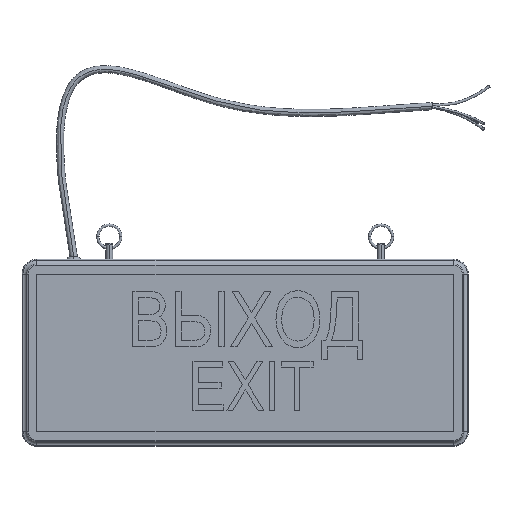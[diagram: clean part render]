
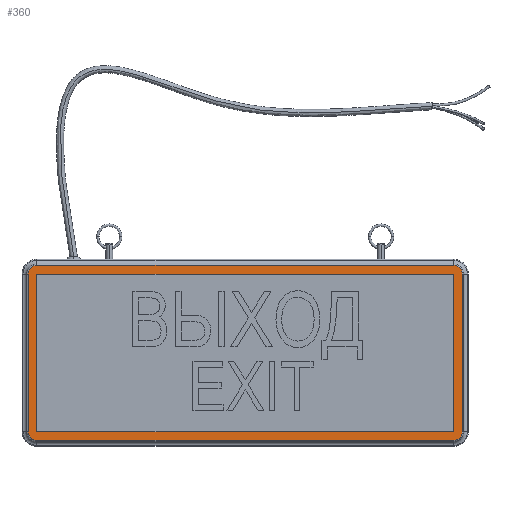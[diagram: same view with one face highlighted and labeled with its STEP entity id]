
A CAD part, top view. The second image highlights one B-rep face of the part: STEP entity #360.
In plain terms, the highlighted planar face has unit normal (0, 0, 1).
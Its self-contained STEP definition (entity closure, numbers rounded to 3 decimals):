
#221 = DIRECTION ( 'NONE',  ( 1., 0., 0. ) ) ;
#354 = DIRECTION ( 'NONE',  ( 0., -1., 0. ) ) ;
#360 = ADVANCED_FACE ( 'NONE', ( #2773, #2037 ), #5613, .F. ) ;
#369 = VECTOR ( 'NONE', #354, 1000. ) ;
#442 = ORIENTED_EDGE ( 'NONE', *, *, #9880, .T. ) ;
#740 = DIRECTION ( 'NONE',  ( 0., 0., 1. ) ) ;
#815 = VECTOR ( 'NONE', #6043, 1000. ) ;
#933 = ORIENTED_EDGE ( 'NONE', *, *, #5000, .T. ) ;
#1123 = CARTESIAN_POINT ( 'NONE',  ( 358.101, 12., 11.5 ) ) ;
#1194 = LINE ( 'NONE', #8784, #3536 ) ;
#1260 = CARTESIAN_POINT ( 'NONE',  ( 12., 140., 11.5 ) ) ;
#1356 = EDGE_LOOP ( 'NONE', ( #7520, #2588, #442, #933, #4497, #4773, #4874, #5140 ) ) ;
#1436 = CARTESIAN_POINT ( 'NONE',  ( 358.101, 0., 11.5 ) ) ;
#1493 = CARTESIAN_POINT ( 'NONE',  ( 351., 12., 11.5 ) ) ;
#1726 = VERTEX_POINT ( 'NONE', #3177 ) ;
#1757 = CARTESIAN_POINT ( 'NONE',  ( 351., 4.899, 11.5 ) ) ;
#1816 = VERTEX_POINT ( 'NONE', #1757 ) ;
#2030 = VERTEX_POINT ( 'NONE', #5082 ) ;
#2037 = FACE_BOUND ( 'NONE', #9769, .T. ) ;
#2062 = DIRECTION ( 'NONE',  ( -1., 0., 0. ) ) ;
#2395 = CARTESIAN_POINT ( 'NONE',  ( 12., 140., 11.5 ) ) ;
#2437 = LINE ( 'NONE', #2395, #8386 ) ;
#2462 = VERTEX_POINT ( 'NONE', #3436 ) ;
#2498 = VERTEX_POINT ( 'NONE', #1123 ) ;
#2576 = EDGE_CURVE ( 'NONE', #3294, #5905, #4269, .T. ) ;
#2588 = ORIENTED_EDGE ( 'NONE', *, *, #2576, .T. ) ;
#2599 = EDGE_CURVE ( 'NONE', #2030, #8326, #6093, .T. ) ;
#2627 = VECTOR ( 'NONE', #3612, 1000. ) ;
#2668 = VECTOR ( 'NONE', #3798, 1000. ) ;
#2768 = EDGE_CURVE ( 'NONE', #1726, #5371, #1194, .T. ) ;
#2773 = FACE_OUTER_BOUND ( 'NONE', #1356, .T. ) ;
#2794 = CARTESIAN_POINT ( 'NONE',  ( 351., 12., 11.5 ) ) ;
#2840 = LINE ( 'NONE', #2882, #8796 ) ;
#2877 = DIRECTION ( 'NONE',  ( 0., 0., 1. ) ) ;
#2882 = CARTESIAN_POINT ( 'NONE',  ( 12., 147.101, 11.5 ) ) ;
#3167 = EDGE_CURVE ( 'NONE', #6638, #2462, #2437, .T. ) ;
#3177 = CARTESIAN_POINT ( 'NONE',  ( 12., 12., 11.5 ) ) ;
#3294 = VERTEX_POINT ( 'NONE', #9509 ) ;
#3347 = EDGE_CURVE ( 'NONE', #1816, #2498, #7693, .T. ) ;
#3436 = CARTESIAN_POINT ( 'NONE',  ( 351., 140., 11.5 ) ) ;
#3536 = VECTOR ( 'NONE', #221, 1000. ) ;
#3575 = DIRECTION ( 'NONE',  ( -1., 0., 0. ) ) ;
#3612 = DIRECTION ( 'NONE',  ( 0., -1., 0. ) ) ;
#3698 = EDGE_CURVE ( 'NONE', #8740, #1816, #8854, .T. ) ;
#3709 = EDGE_CURVE ( 'NONE', #2498, #2030, #7302, .T. ) ;
#3798 = DIRECTION ( 'NONE',  ( 0., 1., 0. ) ) ;
#3951 = AXIS2_PLACEMENT_3D ( 'NONE', #5544, #5160, #5025 ) ;
#4269 = CIRCLE ( 'NONE', #5403, 7.101 ) ;
#4497 = ORIENTED_EDGE ( 'NONE', *, *, #3698, .T. ) ;
#4773 = ORIENTED_EDGE ( 'NONE', *, *, #3347, .T. ) ;
#4856 = AXIS2_PLACEMENT_3D ( 'NONE', #5431, #740, #6207 ) ;
#4874 = ORIENTED_EDGE ( 'NONE', *, *, #3709, .T. ) ;
#4966 = DIRECTION ( 'NONE',  ( 0., -1., 0. ) ) ;
#5000 = EDGE_CURVE ( 'NONE', #5594, #8740, #6932, .T. ) ;
#5025 = DIRECTION ( 'NONE',  ( -1., 0., 0. ) ) ;
#5082 = CARTESIAN_POINT ( 'NONE',  ( 358.101, 140., 11.5 ) ) ;
#5140 = ORIENTED_EDGE ( 'NONE', *, *, #2599, .T. ) ;
#5160 = DIRECTION ( 'NONE',  ( 0., 0., -1. ) ) ;
#5173 = LINE ( 'NONE', #8871, #9045 ) ;
#5371 = VERTEX_POINT ( 'NONE', #1493 ) ;
#5403 = AXIS2_PLACEMENT_3D ( 'NONE', #1260, #6731, #2062 ) ;
#5431 = CARTESIAN_POINT ( 'NONE',  ( 12., 12., 11.5 ) ) ;
#5544 = CARTESIAN_POINT ( 'NONE',  ( 0., 0., 11.5 ) ) ;
#5594 = VERTEX_POINT ( 'NONE', #7288 ) ;
#5613 = PLANE ( 'NONE',  #3951 ) ;
#5634 = ORIENTED_EDGE ( 'NONE', *, *, #2768, .F. ) ;
#5905 = VERTEX_POINT ( 'NONE', #6087 ) ;
#5979 = DIRECTION ( 'NONE',  ( -1., 0., 0. ) ) ;
#6043 = DIRECTION ( 'NONE',  ( 1., 0., 0. ) ) ;
#6068 = CARTESIAN_POINT ( 'NONE',  ( 12., 140., 11.5 ) ) ;
#6087 = CARTESIAN_POINT ( 'NONE',  ( 4.899, 140., 11.5 ) ) ;
#6093 = CIRCLE ( 'NONE', #6974, 7.101 ) ;
#6207 = DIRECTION ( 'NONE',  ( -1., 0., 0. ) ) ;
#6574 = AXIS2_PLACEMENT_3D ( 'NONE', #2794, #8237, #3575 ) ;
#6638 = VERTEX_POINT ( 'NONE', #6068 ) ;
#6731 = DIRECTION ( 'NONE',  ( 0., 0., 1. ) ) ;
#6932 = CIRCLE ( 'NONE', #4856, 7.101 ) ;
#6974 = AXIS2_PLACEMENT_3D ( 'NONE', #7573, #2877, #8319 ) ;
#7088 = EDGE_CURVE ( 'NONE', #2462, #5371, #5173, .T. ) ;
#7149 = EDGE_CURVE ( 'NONE', #6638, #1726, #8589, .T. ) ;
#7191 = ORIENTED_EDGE ( 'NONE', *, *, #7149, .F. ) ;
#7288 = CARTESIAN_POINT ( 'NONE',  ( 4.899, 12., 11.5 ) ) ;
#7302 = LINE ( 'NONE', #1436, #2668 ) ;
#7446 = ORIENTED_EDGE ( 'NONE', *, *, #3167, .T. ) ;
#7484 = CARTESIAN_POINT ( 'NONE',  ( 351., 147.101, 11.5 ) ) ;
#7520 = ORIENTED_EDGE ( 'NONE', *, *, #8989, .T. ) ;
#7558 = ORIENTED_EDGE ( 'NONE', *, *, #7088, .T. ) ;
#7573 = CARTESIAN_POINT ( 'NONE',  ( 351., 140., 11.5 ) ) ;
#7693 = CIRCLE ( 'NONE', #6574, 7.101 ) ;
#7990 = CARTESIAN_POINT ( 'NONE',  ( 12., 4.899, 11.5 ) ) ;
#8237 = DIRECTION ( 'NONE',  ( 0., 0., 1. ) ) ;
#8273 = CARTESIAN_POINT ( 'NONE',  ( 12., 140., 11.5 ) ) ;
#8319 = DIRECTION ( 'NONE',  ( -1., 0., 0. ) ) ;
#8326 = VERTEX_POINT ( 'NONE', #7484 ) ;
#8386 = VECTOR ( 'NONE', #9317, 1000. ) ;
#8458 = CARTESIAN_POINT ( 'NONE',  ( 0., 4.899, 11.5 ) ) ;
#8589 = LINE ( 'NONE', #8273, #2627 ) ;
#8740 = VERTEX_POINT ( 'NONE', #7990 ) ;
#8784 = CARTESIAN_POINT ( 'NONE',  ( 12., 12., 11.5 ) ) ;
#8796 = VECTOR ( 'NONE', #5979, 1000. ) ;
#8854 = LINE ( 'NONE', #8458, #815 ) ;
#8868 = CARTESIAN_POINT ( 'NONE',  ( 4.899, 0., 11.5 ) ) ;
#8871 = CARTESIAN_POINT ( 'NONE',  ( 351., 140., 11.5 ) ) ;
#8989 = EDGE_CURVE ( 'NONE', #8326, #3294, #2840, .T. ) ;
#9045 = VECTOR ( 'NONE', #4966, 1000. ) ;
#9123 = LINE ( 'NONE', #8868, #369 ) ;
#9317 = DIRECTION ( 'NONE',  ( 1., 0., 0. ) ) ;
#9509 = CARTESIAN_POINT ( 'NONE',  ( 12., 147.101, 11.5 ) ) ;
#9769 = EDGE_LOOP ( 'NONE', ( #5634, #7191, #7446, #7558 ) ) ;
#9880 = EDGE_CURVE ( 'NONE', #5905, #5594, #9123, .T. ) ;
